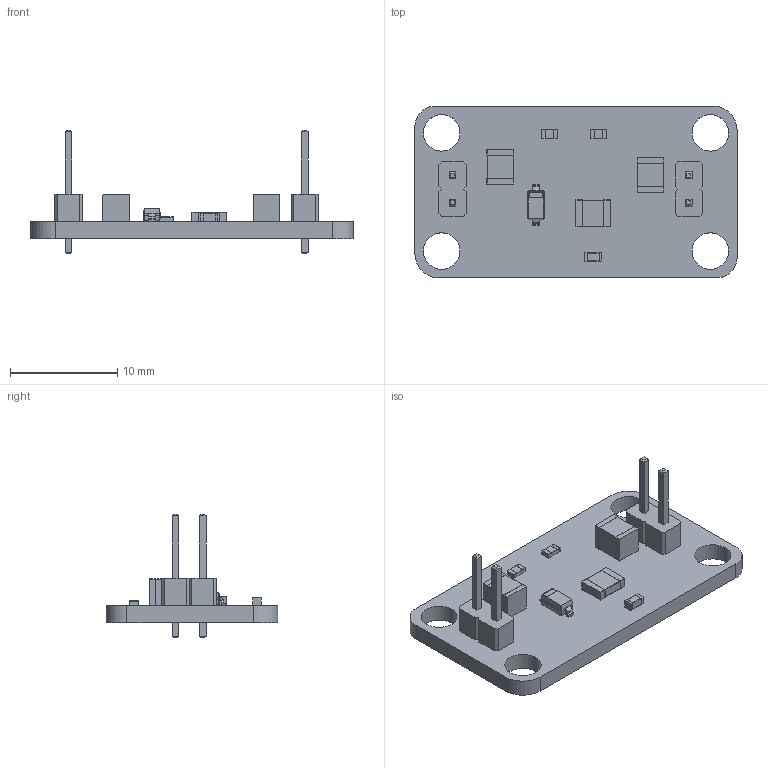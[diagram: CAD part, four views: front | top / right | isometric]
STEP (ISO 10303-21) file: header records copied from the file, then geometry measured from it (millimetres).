
FILE_DESCRIPTION(('FreeCAD Model'),'2;1');
FILE_NAME('AOZBuck1.step', '2018-03-30T13:32:18',('kicad StepUp'),('ksu MCAD'), 'Open CASCADE STEP processor 6.8','FreeCAD','Unknown');
FILE_SCHEMA(('AUTOMOTIVE_DESIGN_CC2 { 1 2 10303 214 -1 1 5 4 }'));
Length unit declared in the file: millimetre
Products named in the file (11): ASSEMBLY; Pcb; C_1210_; C_0603_; C_1210_001; D_SOD_123_; Pin_Header_Straight_1x02_Pitch254mm_; Pin_Header_Straight_1x02_Pitch254mm_001; L_1210_; R_0603_; R_0603_001
Assembly tree (10 placements, depth 2):
  ASSEMBLY
    Pcb
    C_1210_
    C_0603_
    C_1210_001
    D_SOD_123_
    Pin_Header_Straight_1x02_Pitch254mm_
    Pin_Header_Straight_1x02_Pitch254mm_001
    L_1210_
    R_0603_
    R_0603_001
Bounding box: 30 x 16 x 11.54 mm (x, y, z)
Volume: 830.6 mm3; surface area: 1471.6 mm2
Topology: 10 solids, 10 shells, 357 faces, 892 edges, 572 vertices
Faces by surface type: plane 247, cylinder 84, bspline 26
Full cylindrical faces by diameter (mm): 1 x4, 3.4 x4
Entity records: 13069 total; most frequent: CARTESIAN_POINT 1942, ORIENTED_EDGE 1784, DIRECTION 1712, EDGE_CURVE 892, LINE 692, VECTOR 692, VERTEX_POINT 572, AXIS2_PLACEMENT_3D 510
